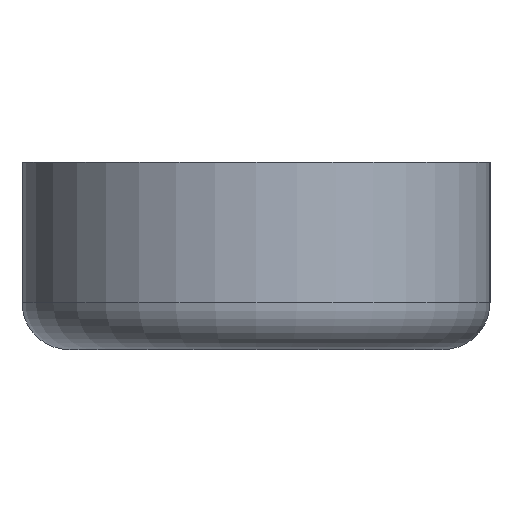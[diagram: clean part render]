
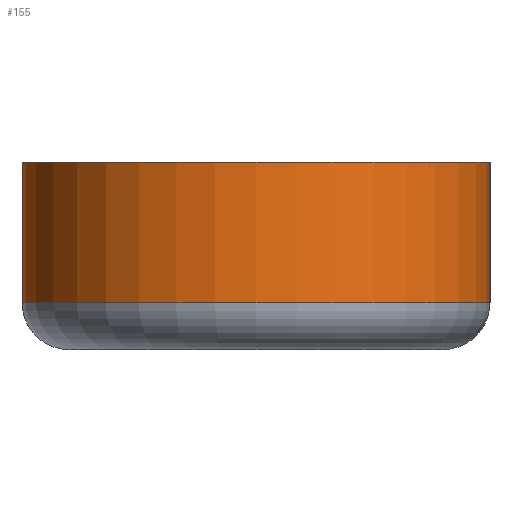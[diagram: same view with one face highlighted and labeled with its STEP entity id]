
A CAD part, left-side view. The second image highlights one B-rep face of the part: STEP entity #155.
In plain terms, the highlighted cylindrical face has radius 2.5 mm (diameter 5 mm), a partial arc.
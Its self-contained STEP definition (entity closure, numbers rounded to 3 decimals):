
#29=FACE_OUTER_BOUND('',#39,.T.);
#39=EDGE_LOOP('',(#135,#136,#137,#138));
#47=LINE('',#276,#57);
#50=LINE('',#282,#60);
#57=VECTOR('',#229,10.);
#60=VECTOR('',#236,10.);
#68=CIRCLE('',#182,2.5);
#70=CIRCLE('',#189,2.5);
#72=VERTEX_POINT('',#246);
#77=VERTEX_POINT('',#260);
#81=VERTEX_POINT('',#275);
#82=VERTEX_POINT('',#280);
#94=EDGE_CURVE('',#77,#72,#68,.T.);
#98=EDGE_CURVE('',#81,#72,#47,.T.);
#101=EDGE_CURVE('',#82,#77,#50,.T.);
#102=EDGE_CURVE('',#81,#82,#70,.T.);
#135=ORIENTED_EDGE('',*,*,#94,.F.);
#136=ORIENTED_EDGE('',*,*,#101,.F.);
#137=ORIENTED_EDGE('',*,*,#102,.F.);
#138=ORIENTED_EDGE('',*,*,#98,.T.);
#146=CYLINDRICAL_SURFACE('',#188,2.5);
#155=ADVANCED_FACE('',(#29),#146,.T.);
#182=AXIS2_PLACEMENT_3D('',#267,#219,#220);
#188=AXIS2_PLACEMENT_3D('',#283,#237,#238);
#189=AXIS2_PLACEMENT_3D('',#284,#239,#240);
#219=DIRECTION('center_axis',(0.,0.,-1.));
#220=DIRECTION('ref_axis',(-1.,0.,0.));
#229=DIRECTION('',(0.,0.,-1.));
#236=DIRECTION('',(0.,0.,-1.));
#237=DIRECTION('center_axis',(0.,0.,-1.));
#238=DIRECTION('ref_axis',(0.,1.,0.));
#239=DIRECTION('center_axis',(0.,0.,1.));
#240=DIRECTION('ref_axis',(0.,1.,0.));
#246=CARTESIAN_POINT('',(-80.,32.5,-0.5));
#260=CARTESIAN_POINT('',(-80.,27.5,-0.5));
#267=CARTESIAN_POINT('Origin',(-80.,30.,-0.5));
#275=CARTESIAN_POINT('',(-80.,32.5,1.));
#276=CARTESIAN_POINT('',(-80.,32.5,1.));
#280=CARTESIAN_POINT('',(-80.,27.5,1.));
#282=CARTESIAN_POINT('',(-80.,27.5,1.));
#283=CARTESIAN_POINT('Origin',(-80.,30.,1.));
#284=CARTESIAN_POINT('Origin',(-80.,30.,1.));
